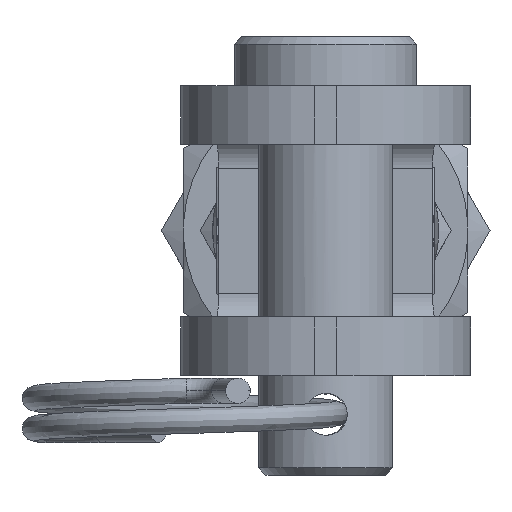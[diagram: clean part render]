
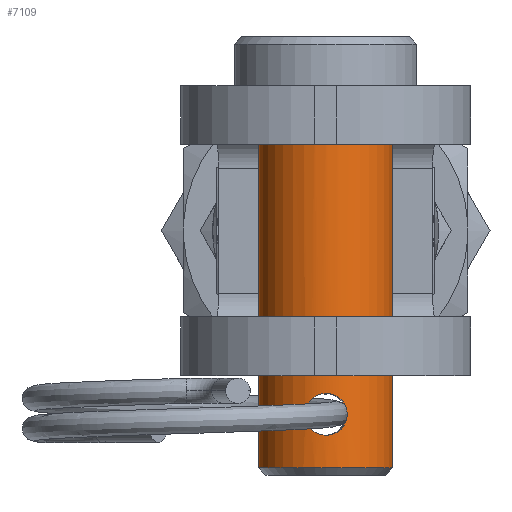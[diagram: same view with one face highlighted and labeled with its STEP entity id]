
A CAD part, left-side view. The second image highlights one B-rep face of the part: STEP entity #7109.
In plain terms, the highlighted cylindrical face has radius 4 mm (diameter 8 mm), a partial arc.
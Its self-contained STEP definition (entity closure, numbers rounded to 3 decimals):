
#14 = CARTESIAN_POINT ( 'NONE',  ( -3.875, 19.823, 0.999 ) ) ;
#29 = EDGE_CURVE ( 'NONE', #8310, #7658, #6166, .T. ) ;
#36 = CARTESIAN_POINT ( 'NONE',  ( 0., 22.255, 0. ) ) ;
#132 = EDGE_CURVE ( 'NONE', #6399, #7715, #4120, .T. ) ;
#318 = CARTESIAN_POINT ( 'NONE',  ( 0., -0.581, -4. ) ) ;
#368 = VERTEX_POINT ( 'NONE', #2409 ) ;
#429 = CARTESIAN_POINT ( 'NONE',  ( -3.953, 17.964, 0.632 ) ) ;
#456 = AXIS2_PLACEMENT_3D ( 'NONE', #36, #3841, #7192 ) ;
#603 = CARTESIAN_POINT ( 'NONE',  ( 0., -0.581, 0. ) ) ;
#659 = DIRECTION ( 'NONE',  ( -1., 0., 0. ) ) ;
#765 = VECTOR ( 'NONE', #791, 1000. ) ;
#791 = DIRECTION ( 'NONE',  ( 0., -1., 0. ) ) ;
#898 = CARTESIAN_POINT ( 'NONE',  ( 0., 22.691, -4. ) ) ;
#1068 = DIRECTION ( 'NONE',  ( 0., 0., -1. ) ) ;
#1250 = CARTESIAN_POINT ( 'NONE',  ( -3.997, 17.813, 0.165 ) ) ;
#1373 = B_SPLINE_CURVE_WITH_KNOTS ( 'NONE', 3,
 ( #3608, #4541, #10400, #7891, #2789, #8769, #6131, #3770, #9594, #1963, #1250, #7946, #2907, #429, #7173, #7120, #4490, #10459, #3716, #7833, #3823, #2959 ),
 .UNSPECIFIED., .F., .F.,
 ( 4, 2, 2, 2, 2, 2, 2, 2, 2, 2, 4 ),
 ( 0., 0., 0.001, 0.001, 0.002, 0.002, 0.002, 0.003, 0.003, 0.003, 0.004 ),
 .UNSPECIFIED. ) ;
#1548 = CARTESIAN_POINT ( 'NONE',  ( -3.953, 20.146, -0.631 ) ) ;
#1653 = CARTESIAN_POINT ( 'NONE',  ( -3.811, 19.385, -1.217 ) ) ;
#1680 = ORIENTED_EDGE ( 'NONE', *, *, #29, .F. ) ;
#1768 = LINE ( 'NONE', #898, #765 ) ;
#1963 = CARTESIAN_POINT ( 'NONE',  ( -4., 17.805, 0.082 ) ) ;
#1989 = EDGE_CURVE ( 'NONE', #7715, #6399, #1373, .T. ) ;
#1997 = VERTEX_POINT ( 'NONE', #318 ) ;
#2133 = CARTESIAN_POINT ( 'NONE',  ( -3.8, 19.055, -1.25 ) ) ;
#2169 = CARTESIAN_POINT ( 'NONE',  ( 0., 22.691, 0. ) ) ;
#2374 = CARTESIAN_POINT ( 'NONE',  ( -3.953, 20.146, 0.632 ) ) ;
#2409 = CARTESIAN_POINT ( 'NONE',  ( 0., 22.255, -4. ) ) ;
#2427 = CARTESIAN_POINT ( 'NONE',  ( -3.989, 20.272, -0.33 ) ) ;
#2709 = DIRECTION ( 'NONE',  ( 0., -1., 0. ) ) ;
#2789 = CARTESIAN_POINT ( 'NONE',  ( -3.875, 18.285, -0.998 ) ) ;
#2907 = CARTESIAN_POINT ( 'NONE',  ( -3.98, 17.869, 0.404 ) ) ;
#2959 = CARTESIAN_POINT ( 'NONE',  ( -3.8, 19.055, 1.25 ) ) ;
#3142 = CARTESIAN_POINT ( 'NONE',  ( -3.997, 20.297, 0.166 ) ) ;
#3180 = DIRECTION ( 'NONE',  ( 0., -1., 0. ) ) ;
#3200 = CARTESIAN_POINT ( 'NONE',  ( -3.927, 20.053, -0.769 ) ) ;
#3249 = CARTESIAN_POINT ( 'NONE',  ( -3.8, 19.055, 1.25 ) ) ;
#3356 = CARTESIAN_POINT ( 'NONE',  ( -3.849, 19.686, -1.091 ) ) ;
#3449 = ORIENTED_EDGE ( 'NONE', *, *, #6336, .F. ) ;
#3494 = AXIS2_PLACEMENT_3D ( 'NONE', #2169, #6230, #1068 ) ;
#3608 = CARTESIAN_POINT ( 'NONE',  ( -3.8, 19.055, -1.25 ) ) ;
#3716 = CARTESIAN_POINT ( 'NONE',  ( -3.839, 18.5, 1.123 ) ) ;
#3770 = CARTESIAN_POINT ( 'NONE',  ( -3.989, 17.838, -0.33 ) ) ;
#3811 = CYLINDRICAL_SURFACE ( 'NONE', #3494, 4. ) ;
#3814 = CARTESIAN_POINT ( 'NONE',  ( 0., 22.255, 4. ) ) ;
#3815 = EDGE_LOOP ( 'NONE', ( #1680, #9006, #9709, #3449 ) ) ;
#3823 = CARTESIAN_POINT ( 'NONE',  ( -3.8, 18.891, 1.25 ) ) ;
#3841 = DIRECTION ( 'NONE',  ( 0., -1., 0. ) ) ;
#3896 = CARTESIAN_POINT ( 'NONE',  ( -3.8, 19.055, 1.25 ) ) ;
#4120 = B_SPLINE_CURVE_WITH_KNOTS ( 'NONE', 3,
 ( #3249, #9897, #6649, #6600, #14, #10656, #2374, #7527, #9176, #3142, #10717, #6547, #2427, #1548, #3200, #9848, #3356, #1653, #9121, #8298 ),
 .UNSPECIFIED., .F., .F.,
 ( 4, 2, 2, 2, 2, 2, 2, 2, 2, 4 ),
 ( 0.004, 0.004, 0.005, 0.005, 0.006, 0.006, 0.006, 0.007, 0.007, 0.008 ),
 .UNSPECIFIED. ) ;
#4490 = CARTESIAN_POINT ( 'NONE',  ( -3.875, 18.292, 0.993 ) ) ;
#4541 = CARTESIAN_POINT ( 'NONE',  ( -3.8, 18.889, -1.25 ) ) ;
#4948 = EDGE_LOOP ( 'NONE', ( #7352, #7127 ) ) ;
#5754 = EDGE_CURVE ( 'NONE', #368, #1997, #1768, .T. ) ;
#5842 = CIRCLE ( 'NONE', #6300, 4. ) ;
#6131 = CARTESIAN_POINT ( 'NONE',  ( -3.953, 17.963, -0.631 ) ) ;
#6166 = LINE ( 'NONE', #10216, #6528 ) ;
#6230 = DIRECTION ( 'NONE',  ( 0., -1., 0. ) ) ;
#6300 = AXIS2_PLACEMENT_3D ( 'NONE', #603, #3180, #659 ) ;
#6336 = EDGE_CURVE ( 'NONE', #7658, #1997, #5842, .T. ) ;
#6399 = VERTEX_POINT ( 'NONE', #3896 ) ;
#6528 = VECTOR ( 'NONE', #2709, 1000. ) ;
#6547 = CARTESIAN_POINT ( 'NONE',  ( -4., 20.305, -0.165 ) ) ;
#6600 = CARTESIAN_POINT ( 'NONE',  ( -3.849, 19.685, 1.092 ) ) ;
#6649 = CARTESIAN_POINT ( 'NONE',  ( -3.811, 19.384, 1.217 ) ) ;
#6842 = CARTESIAN_POINT ( 'NONE',  ( 0., -0.581, 4. ) ) ;
#7109 = ADVANCED_FACE ( 'NONE', ( #7934, #7160 ), #3811, .T. ) ;
#7120 = CARTESIAN_POINT ( 'NONE',  ( -3.888, 18.229, 0.942 ) ) ;
#7127 = ORIENTED_EDGE ( 'NONE', *, *, #132, .F. ) ;
#7160 = FACE_BOUND ( 'NONE', #4948, .T. ) ;
#7173 = CARTESIAN_POINT ( 'NONE',  ( -3.927, 18.056, 0.769 ) ) ;
#7192 = DIRECTION ( 'NONE',  ( 0., 0., -1. ) ) ;
#7352 = ORIENTED_EDGE ( 'NONE', *, *, #1989, .F. ) ;
#7527 = CARTESIAN_POINT ( 'NONE',  ( -3.98, 20.241, 0.404 ) ) ;
#7658 = VERTEX_POINT ( 'NONE', #6842 ) ;
#7715 = VERTEX_POINT ( 'NONE', #2133 ) ;
#7833 = CARTESIAN_POINT ( 'NONE',  ( -3.811, 18.726, 1.217 ) ) ;
#7891 = CARTESIAN_POINT ( 'NONE',  ( -3.849, 18.423, -1.091 ) ) ;
#7934 = FACE_OUTER_BOUND ( 'NONE', #3815, .T. ) ;
#7946 = CARTESIAN_POINT ( 'NONE',  ( -3.988, 17.845, 0.326 ) ) ;
#8298 = CARTESIAN_POINT ( 'NONE',  ( -3.8, 19.055, -1.25 ) ) ;
#8310 = VERTEX_POINT ( 'NONE', #3814 ) ;
#8330 = CIRCLE ( 'NONE', #456, 4. ) ;
#8769 = CARTESIAN_POINT ( 'NONE',  ( -3.927, 18.056, -0.769 ) ) ;
#9006 = ORIENTED_EDGE ( 'NONE', *, *, #9253, .T. ) ;
#9121 = CARTESIAN_POINT ( 'NONE',  ( -3.8, 19.221, -1.25 ) ) ;
#9176 = CARTESIAN_POINT ( 'NONE',  ( -3.988, 20.264, 0.326 ) ) ;
#9253 = EDGE_CURVE ( 'NONE', #8310, #368, #8330, .T. ) ;
#9594 = CARTESIAN_POINT ( 'NONE',  ( -4., 17.805, -0.165 ) ) ;
#9709 = ORIENTED_EDGE ( 'NONE', *, *, #5754, .T. ) ;
#9848 = CARTESIAN_POINT ( 'NONE',  ( -3.875, 19.824, -0.998 ) ) ;
#9897 = CARTESIAN_POINT ( 'NONE',  ( -3.8, 19.219, 1.25 ) ) ;
#10216 = CARTESIAN_POINT ( 'NONE',  ( 0., 22.691, 4. ) ) ;
#10400 = CARTESIAN_POINT ( 'NONE',  ( -3.811, 18.726, -1.217 ) ) ;
#10459 = CARTESIAN_POINT ( 'NONE',  ( -3.851, 18.427, 1.084 ) ) ;
#10656 = CARTESIAN_POINT ( 'NONE',  ( -3.927, 20.054, 0.769 ) ) ;
#10717 = CARTESIAN_POINT ( 'NONE',  ( -4., 20.305, 0.082 ) ) ;
